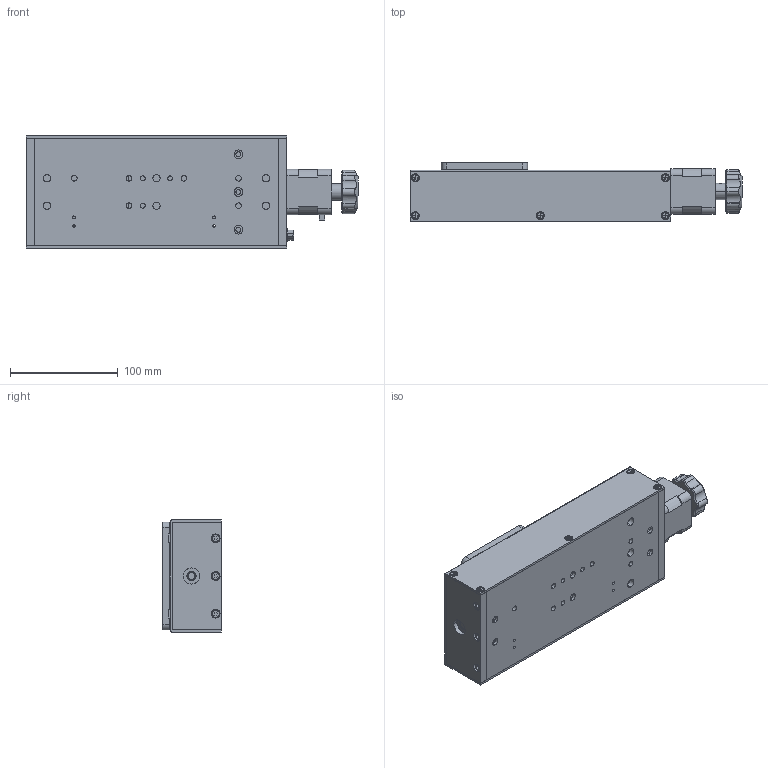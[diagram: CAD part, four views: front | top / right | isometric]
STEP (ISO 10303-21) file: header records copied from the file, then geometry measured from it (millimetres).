
FILE_DESCRIPTION (( 'STEP AP214' ), '1' );
FILE_NAME ('08UMT-100.STEP', '2018-10-15T07:27:21', ( '' ), ( '' ), 'SwSTEP 2.0', 'SolidWorks 2016', '' );
FILE_SCHEMA (( 'AUTOMOTIVE_DESIGN' ));
Length unit declared in the file: millimetre
Products named in the file (1): 08UMT-100
Bounding box: 308 x 54 x 104 mm (x, y, z)
Surface area: 185103.4 mm2 (no closed solid volume)
Topology: 0 solids, 48 shells, 679 faces, 2220 edges, 1581 vertices
Faces by surface type: plane 279, cylinder 260, cone 103, sphere 16, bspline 11, torus 10
Entity records: 32776 total; most frequent: CARTESIAN_POINT 5456, DIRECTION 4354, ORIENTED_EDGE 3600, EDGE_CURVE 2220, AXIS2_PLACEMENT_3D 1593, VERTEX_POINT 1581, VECTOR 1168, LINE 1168
